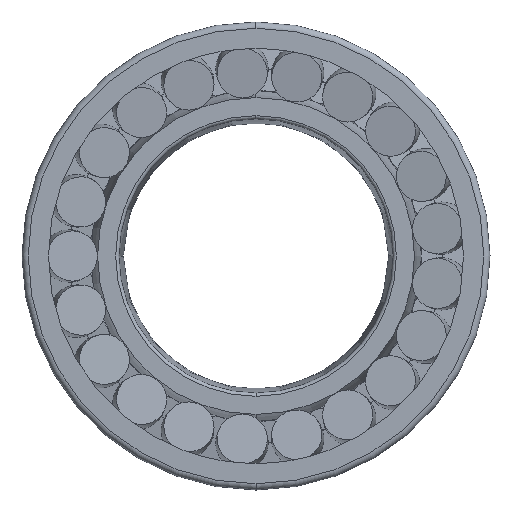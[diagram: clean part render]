
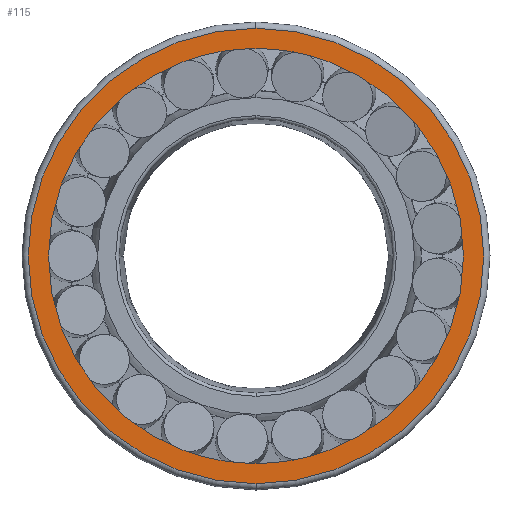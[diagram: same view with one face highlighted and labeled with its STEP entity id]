
A CAD part, left-side view. The second image highlights one B-rep face of the part: STEP entity #115.
In plain terms, the highlighted planar face has unit normal (-1, 0, 0).
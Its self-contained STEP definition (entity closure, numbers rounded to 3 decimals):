
#115=ADVANCED_FACE('',(#465,#466),#467,.T.);
#465=FACE_OUTER_BOUND('',#1152,.T.);
#466=FACE_BOUND('',#1153,.T.);
#467=PLANE('',#1154);
#1152=EDGE_LOOP('',(#2116,#2117,#2118));
#1153=EDGE_LOOP('',(#2119,#2120,#2121));
#1154=AXIS2_PLACEMENT_3D('',#2122,#2123,#2124);
#2116=ORIENTED_EDGE('',*,*,#4300,.F.);
#2117=ORIENTED_EDGE('',*,*,#4299,.F.);
#2118=ORIENTED_EDGE('',*,*,#4341,.F.);
#2119=ORIENTED_EDGE('',*,*,#4345,.T.);
#2120=ORIENTED_EDGE('',*,*,#4278,.T.);
#2121=ORIENTED_EDGE('',*,*,#4346,.T.);
#2122=CARTESIAN_POINT('',(0.0,69.75,0.0));
#2123=DIRECTION('',(-1.0,0.0,0.0));
#2124=DIRECTION('',(0.0,-1.0,0.0));
#4278=EDGE_CURVE('',#5108,#5105,#5109,.T.);
#4299=EDGE_CURVE('',#5147,#5150,#5151,.T.);
#4300=EDGE_CURVE('',#5150,#5152,#5153,.T.);
#4341=EDGE_CURVE('',#5152,#5147,#5210,.T.);
#4345=EDGE_CURVE('',#5215,#5108,#5216,.T.);
#4346=EDGE_CURVE('',#5105,#5215,#5217,.T.);
#5105=VERTEX_POINT('',#6484);
#5108=VERTEX_POINT('',#6487);
#5109=CIRCLE('',#6488,66.5);
#5147=VERTEX_POINT('',#6528);
#5150=VERTEX_POINT('',#6531);
#5151=CIRCLE('',#6532,73.0);
#5152=VERTEX_POINT('',#6533);
#5153=CIRCLE('',#6534,73.0);
#5210=CIRCLE('',#6709,73.0);
#5215=VERTEX_POINT('',#6714);
#5216=CIRCLE('',#6715,66.5);
#5217=CIRCLE('',#6716,66.5);
#6484=CARTESIAN_POINT('',(0.0,0.,-66.5));
#6487=CARTESIAN_POINT('',(0.0,0.,66.5));
#6488=AXIS2_PLACEMENT_3D('',#13656,#13657,#13658);
#6528=CARTESIAN_POINT('',(0.0,0.,-73.0));
#6531=CARTESIAN_POINT('',(0.0,73.0,0.0));
#6532=AXIS2_PLACEMENT_3D('',#13715,#13716,#13717);
#6533=CARTESIAN_POINT('',(0.0,0.,73.0));
#6534=AXIS2_PLACEMENT_3D('',#13718,#13719,#13720);
#6709=AXIS2_PLACEMENT_3D('',#13788,#13789,#13790);
#6714=CARTESIAN_POINT('',(0.0,66.5,0.0));
#6715=AXIS2_PLACEMENT_3D('',#13800,#13801,#13802);
#6716=AXIS2_PLACEMENT_3D('',#13803,#13804,#13805);
#13656=CARTESIAN_POINT('',(0.0,0.0,0.0));
#13657=DIRECTION('',(1.0,0.0,0.0));
#13658=DIRECTION('',(0.0,1.0,0.0));
#13715=CARTESIAN_POINT('',(0.0,0.0,0.0));
#13716=DIRECTION('',(1.0,0.0,0.0));
#13717=DIRECTION('',(0.0,1.0,0.0));
#13718=CARTESIAN_POINT('',(0.0,0.0,0.0));
#13719=DIRECTION('',(1.0,0.0,0.0));
#13720=DIRECTION('',(0.0,1.0,0.0));
#13788=CARTESIAN_POINT('',(0.0,0.0,0.0));
#13789=DIRECTION('',(1.0,0.0,0.0));
#13790=DIRECTION('',(0.0,1.0,0.0));
#13800=CARTESIAN_POINT('',(0.0,0.0,0.0));
#13801=DIRECTION('',(1.0,0.0,0.0));
#13802=DIRECTION('',(0.0,1.0,0.0));
#13803=CARTESIAN_POINT('',(0.0,0.0,0.0));
#13804=DIRECTION('',(1.0,0.0,0.0));
#13805=DIRECTION('',(0.0,1.0,0.0));
